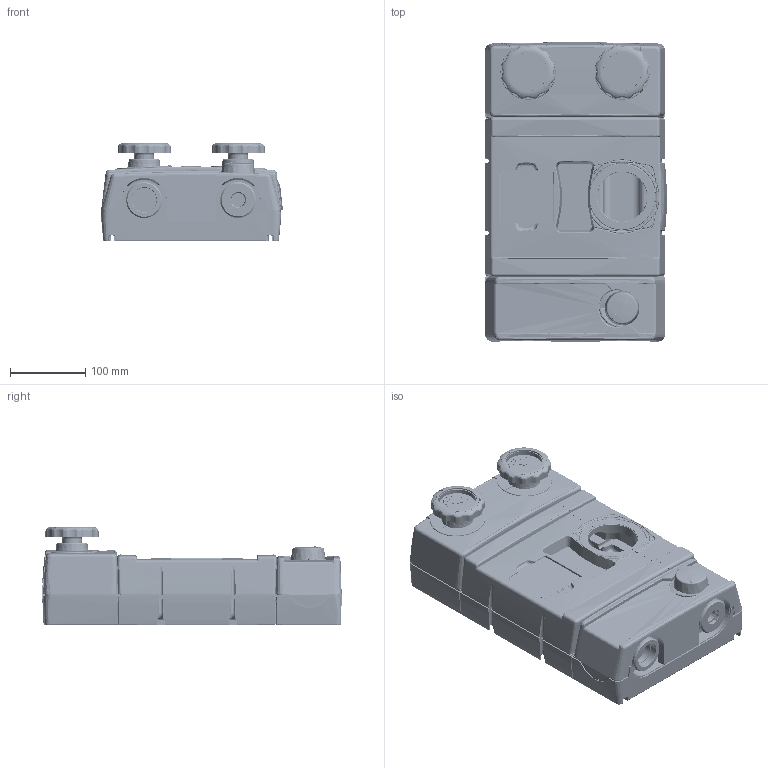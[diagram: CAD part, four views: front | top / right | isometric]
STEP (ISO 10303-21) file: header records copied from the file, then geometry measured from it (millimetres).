
FILE_DESCRIPTION(('CATIA V5 STEP Exchange','CAx-IF Rec.Pracs.--- Model Styling and Organization---1.2---2011-12-15'),'2;1');
FILE_NAME('61240100 GRF111.stp','2017-05-17T11:17:36+00:00',('none'),('none'),'CATIA Version 5-6 Release 2014 SP4 HF22','CATIA V5 STEP AP214','none');
FILE_SCHEMA(('AUTOMOTIVE_DESIGN { 1 0 10303 214 1 1 1 1 }'));
Products named in the file (1): Rörsammanställning_AllCATPart
Bounding box: 242.32 x 399.41 x 131.7 mm (x, y, z)
Volume: 7242536.6 mm3; surface area: 656527.5 mm2
Topology: 1 solids, 54 shells, 7642 faces, 19845 edges, 12347 vertices
Faces by surface type: plane 2668, bspline 1623, cylinder 1383, cone 1140, torus 587, sphere 197, revolution 32, extrusion 12
Entity records: 329171 total; most frequent: CARTESIAN_POINT 163495, ORIENTED_EDGE 39326, DIRECTION 22015, EDGE_CURVE 19663, VERTEX_POINT 12343, AXIS2_PLACEMENT_3D 9509, EDGE_LOOP 8116, B_SPLINE_CURVE_WITH_KNOTS 7659
